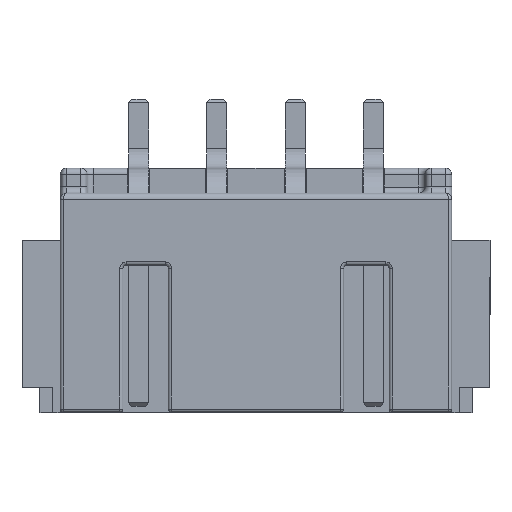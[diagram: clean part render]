
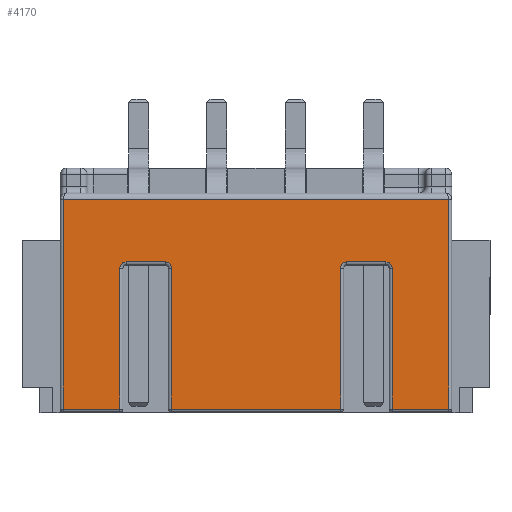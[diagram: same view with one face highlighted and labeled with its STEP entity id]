
A CAD part, top view. The second image highlights one B-rep face of the part: STEP entity #4170.
In plain terms, the highlighted face is planar.
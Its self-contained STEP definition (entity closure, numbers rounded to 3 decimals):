
#144=CIRCLE('',#4438,0.2);
#148=CIRCLE('',#4444,0.2);
#158=CIRCLE('',#4460,0.2);
#162=CIRCLE('',#4466,0.2);
#504=FACE_OUTER_BOUND('',#745,.T.);
#745=EDGE_LOOP('',(#3432,#3433,#3434,#3435,#3436,#3437,#3438,#3439,#3440,
#3441,#3442,#3443,#3444,#3445,#3446,#3447));
#1059=LINE('',#6502,#1514);
#1060=LINE('',#6505,#1515);
#1062=LINE('',#6514,#1517);
#1063=LINE('',#6521,#1518);
#1066=LINE('',#6536,#1521);
#1068=LINE('',#6548,#1523);
#1070=LINE('',#6558,#1525);
#1071=LINE('',#6565,#1526);
#1074=LINE('',#6580,#1529);
#1076=LINE('',#6592,#1531);
#1078=LINE('',#6602,#1533);
#1079=LINE('',#6607,#1534);
#1514=VECTOR('',#5202,12.3);
#1515=VECTOR('',#5205,6.7);
#1517=VECTOR('',#5215,1.8);
#1518=VECTOR('',#5224,4.5);
#1521=VECTOR('',#5241,1.25);
#1523=VECTOR('',#5255,4.5);
#1525=VECTOR('',#5267,5.4);
#1526=VECTOR('',#5276,4.5);
#1529=VECTOR('',#5293,1.25);
#1531=VECTOR('',#5307,4.5);
#1533=VECTOR('',#5319,1.8);
#1534=VECTOR('',#5328,6.7);
#1930=VERTEX_POINT('',#6473);
#1931=VERTEX_POINT('',#6496);
#1932=VERTEX_POINT('',#6504);
#1933=VERTEX_POINT('',#6508);
#1937=VERTEX_POINT('',#6520);
#1939=VERTEX_POINT('',#6526);
#1941=VERTEX_POINT('',#6532);
#1943=VERTEX_POINT('',#6538);
#1945=VERTEX_POINT('',#6544);
#1947=VERTEX_POINT('',#6552);
#1951=VERTEX_POINT('',#6564);
#1953=VERTEX_POINT('',#6570);
#1955=VERTEX_POINT('',#6576);
#1957=VERTEX_POINT('',#6582);
#1959=VERTEX_POINT('',#6588);
#1961=VERTEX_POINT('',#6596);
#2387=EDGE_CURVE('',#1931,#1930,#1059,.T.);
#2388=EDGE_CURVE('',#1930,#1932,#1060,.T.);
#2393=EDGE_CURVE('',#1932,#1933,#1062,.T.);
#2396=EDGE_CURVE('',#1933,#1937,#1063,.T.);
#2401=EDGE_CURVE('',#1937,#1939,#144,.T.);
#2404=EDGE_CURVE('',#1939,#1941,#1066,.T.);
#2407=EDGE_CURVE('',#1941,#1943,#148,.T.);
#2410=EDGE_CURVE('',#1943,#1945,#1068,.T.);
#2415=EDGE_CURVE('',#1945,#1947,#1070,.T.);
#2418=EDGE_CURVE('',#1947,#1951,#1071,.T.);
#2423=EDGE_CURVE('',#1951,#1953,#158,.T.);
#2426=EDGE_CURVE('',#1953,#1955,#1074,.T.);
#2429=EDGE_CURVE('',#1955,#1957,#162,.T.);
#2432=EDGE_CURVE('',#1957,#1959,#1076,.T.);
#2437=EDGE_CURVE('',#1959,#1961,#1078,.T.);
#2440=EDGE_CURVE('',#1961,#1931,#1079,.T.);
#3432=ORIENTED_EDGE('',*,*,#2387,.F.);
#3433=ORIENTED_EDGE('',*,*,#2440,.F.);
#3434=ORIENTED_EDGE('',*,*,#2437,.F.);
#3435=ORIENTED_EDGE('',*,*,#2432,.F.);
#3436=ORIENTED_EDGE('',*,*,#2429,.F.);
#3437=ORIENTED_EDGE('',*,*,#2426,.F.);
#3438=ORIENTED_EDGE('',*,*,#2423,.F.);
#3439=ORIENTED_EDGE('',*,*,#2418,.F.);
#3440=ORIENTED_EDGE('',*,*,#2415,.F.);
#3441=ORIENTED_EDGE('',*,*,#2410,.F.);
#3442=ORIENTED_EDGE('',*,*,#2407,.F.);
#3443=ORIENTED_EDGE('',*,*,#2404,.F.);
#3444=ORIENTED_EDGE('',*,*,#2401,.F.);
#3445=ORIENTED_EDGE('',*,*,#2396,.F.);
#3446=ORIENTED_EDGE('',*,*,#2393,.F.);
#3447=ORIENTED_EDGE('',*,*,#2388,.F.);
#3940=PLANE('',#4528);
#4170=ADVANCED_FACE('',(#504),#3940,.F.);
#4438=AXIS2_PLACEMENT_3D('',#6530,#5234,#5235);
#4444=AXIS2_PLACEMENT_3D('',#6542,#5248,#5249);
#4460=AXIS2_PLACEMENT_3D('',#6574,#5286,#5287);
#4466=AXIS2_PLACEMENT_3D('',#6586,#5300,#5301);
#4528=AXIS2_PLACEMENT_3D('',#6754,#5487,#5488);
#5202=DIRECTION('',(1.,0.,0.));
#5205=DIRECTION('',(0.,0.,1.));
#5215=DIRECTION('',(-1.,0.,0.));
#5224=DIRECTION('',(0.,0.,-1.));
#5234=DIRECTION('center_axis',(0.,1.,0.));
#5235=DIRECTION('ref_axis',(0.707,0.,-0.707));
#5241=DIRECTION('',(-1.,0.,0.));
#5248=DIRECTION('center_axis',(0.,1.,0.));
#5249=DIRECTION('ref_axis',(-0.707,0.,-0.707));
#5255=DIRECTION('',(0.,0.,1.));
#5267=DIRECTION('',(-1.,0.,0.));
#5276=DIRECTION('',(0.,0.,-1.));
#5286=DIRECTION('center_axis',(0.,1.,0.));
#5287=DIRECTION('ref_axis',(0.707,0.,-0.707));
#5293=DIRECTION('',(-1.,0.,0.));
#5300=DIRECTION('center_axis',(0.,1.,0.));
#5301=DIRECTION('ref_axis',(-0.707,0.,-0.707));
#5307=DIRECTION('',(0.,0.,1.));
#5319=DIRECTION('',(-1.,0.,0.));
#5328=DIRECTION('',(0.,0.,-1.));
#5487=DIRECTION('center_axis',(0.,-1.,0.));
#5488=DIRECTION('ref_axis',(1.,0.,0.));
#6473=CARTESIAN_POINT('',(6.15,6.,-1.8));
#6496=CARTESIAN_POINT('',(-6.15,6.,-1.8));
#6502=CARTESIAN_POINT('',(-7.475,6.,-1.8));
#6504=CARTESIAN_POINT('',(6.15,6.,4.9));
#6505=CARTESIAN_POINT('',(6.15,6.,-2.4));
#6508=CARTESIAN_POINT('',(4.35,6.,4.9));
#6514=CARTESIAN_POINT('',(-7.475,6.,4.9));
#6520=CARTESIAN_POINT('',(4.35,6.,0.4));
#6521=CARTESIAN_POINT('',(4.35,6.,1.5));
#6526=CARTESIAN_POINT('',(4.15,6.,0.2));
#6530=CARTESIAN_POINT('Origin',(4.15,6.,0.4));
#6532=CARTESIAN_POINT('',(2.9,6.,0.2));
#6536=CARTESIAN_POINT('',(-6.413,6.,0.2));
#6538=CARTESIAN_POINT('',(2.7,6.,0.4));
#6542=CARTESIAN_POINT('Origin',(2.9,6.,0.4));
#6544=CARTESIAN_POINT('',(2.7,6.,4.9));
#6548=CARTESIAN_POINT('',(2.7,6.,1.5));
#6552=CARTESIAN_POINT('',(-2.7,6.,4.9));
#6558=CARTESIAN_POINT('',(-7.475,6.,4.9));
#6564=CARTESIAN_POINT('',(-2.7,6.,0.4));
#6565=CARTESIAN_POINT('',(-2.7,6.,1.5));
#6570=CARTESIAN_POINT('',(-2.9,6.,0.2));
#6574=CARTESIAN_POINT('Origin',(-2.9,6.,0.4));
#6576=CARTESIAN_POINT('',(-4.15,6.,0.2));
#6580=CARTESIAN_POINT('',(-6.413,6.,0.2));
#6582=CARTESIAN_POINT('',(-4.35,6.,0.4));
#6586=CARTESIAN_POINT('Origin',(-4.15,6.,0.4));
#6588=CARTESIAN_POINT('',(-4.35,6.,4.9));
#6592=CARTESIAN_POINT('',(-4.35,6.,1.5));
#6596=CARTESIAN_POINT('',(-6.15,6.,4.9));
#6602=CARTESIAN_POINT('',(-7.475,6.,4.9));
#6607=CARTESIAN_POINT('',(-6.15,6.,-2.4));
#6754=CARTESIAN_POINT('Origin',(-7.475,6.,-2.));
